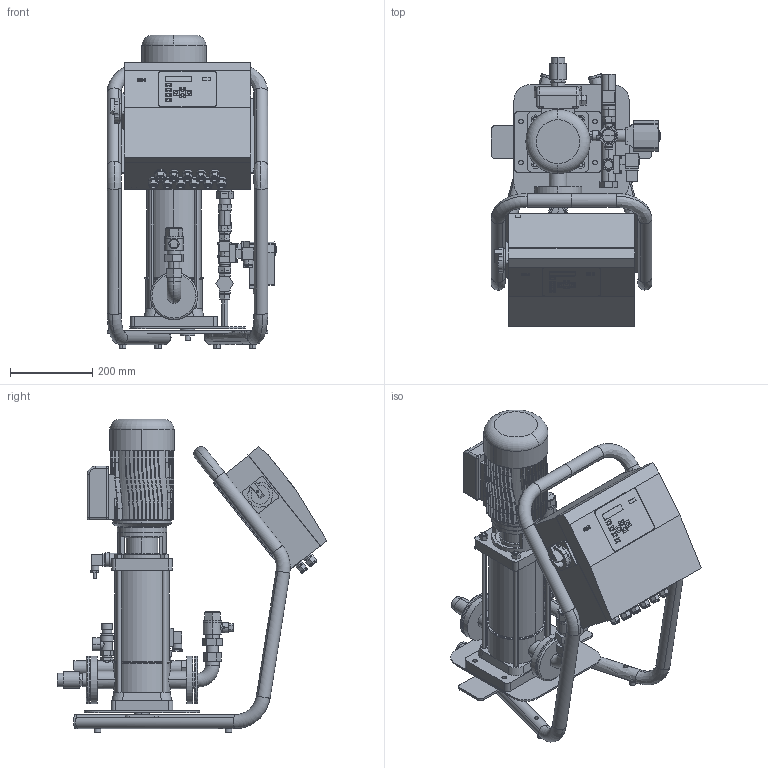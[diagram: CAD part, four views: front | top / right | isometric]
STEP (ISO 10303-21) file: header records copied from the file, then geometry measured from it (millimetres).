
FILE_DESCRIPTION((''),'2;1');
FILE_NAME('3d_variomat2-1_95-6910600.stp','2009-12-30T07:51:50',(''),(''),'Mechanical Desktop 2008','Mechanical Desktop 2008',', , ');
FILE_SCHEMA(('CONFIG_CONTROL_DESIGN'));
Length unit declared in the file: millimetre
Products named in the file (1): Product
Bounding box: 411.5 x 655.27 x 761 mm (x, y, z)
Volume: 29274150.9 mm3; surface area: 2166088.1 mm2
Topology: 60 solids, 60 shells, 2176 faces, 5471 edges, 3608 vertices
Faces by surface type: plane 1280, cylinder 752, bspline 70, torus 44, cone 20, sphere 10
Full cylindrical faces by diameter (mm): 23.2 x1
Entity records: 68005 total; most frequent: CARTESIAN_POINT 15027, DIRECTION 11023, ORIENTED_EDGE 10922, EDGE_CURVE 5461, AXIS2_PLACEMENT_3D 3833, VERTEX_POINT 3608, VECTOR 3357, LINE 3357
